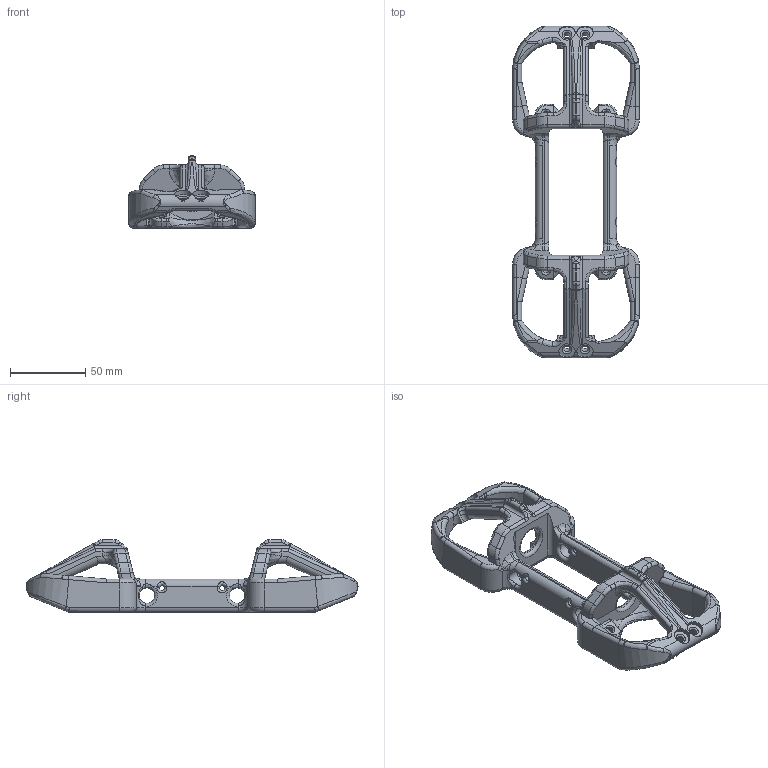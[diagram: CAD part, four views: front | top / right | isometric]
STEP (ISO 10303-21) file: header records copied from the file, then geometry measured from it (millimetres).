
FILE_DESCRIPTION(/* description */ ('STEP AP214'),/* implementation_level */ '2;1');
FILE_NAME(/* name */ '613a1d4cfd96905b97663a0e',/* time_stamp */ '2021-09-09T14:42:22+00:00',/* author */ (''),/* organization */ (''),/* preprocessor_version */ 'ST-DEVELOPER v18.1',/* originating_system */ ' ',/* authorisation */ ' ');
FILE_SCHEMA (('AUTOMOTIVE_DESIGN {1 0 10303 214 3 1 1}'));
Length unit declared in the file: metre
Products named in the file (1): foot_mount
Bounding box: 84 x 220.44 x 48 mm (x, y, z)
Volume: 145111.1 mm3; surface area: 47270.4 mm2
Topology: 1 solids, 1 shells, 642 faces, 1678 edges, 1000 vertices
Faces by surface type: cylinder 256, bspline 170, plane 118, torus 96, sphere 2
Full cylindrical faces by diameter (mm): 3.5 x4, 4.2 x4, 4.3 x4, 10.2 x4, 11 x4, 18 x2
Entity records: 22384 total; most frequent: CARTESIAN_POINT 7657, ORIENTED_EDGE 3204, DIRECTION 3018, EDGE_CURVE 1602, AXIS2_PLACEMENT_3D 1263, VERTEX_POINT 982, EDGE_LOOP 708, FACE_BOUND 708
